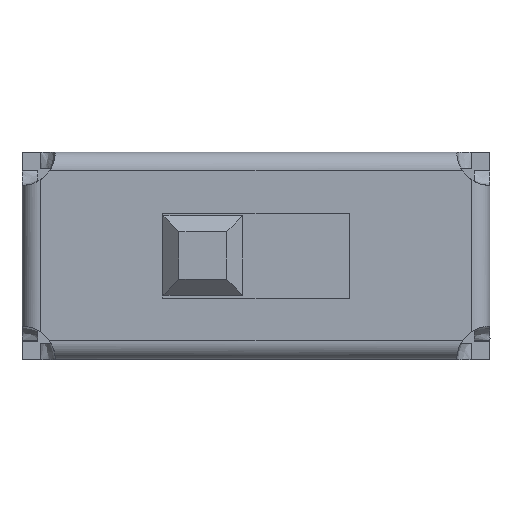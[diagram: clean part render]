
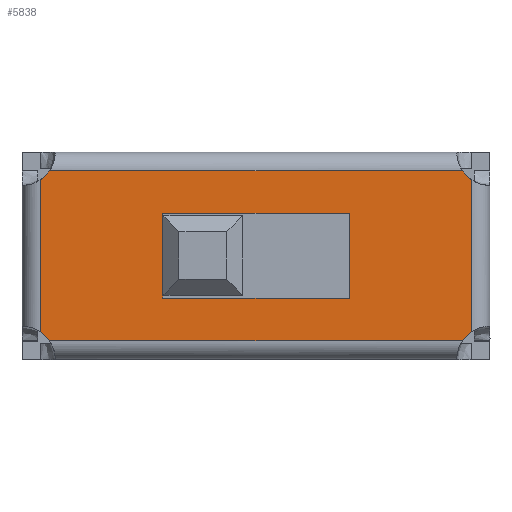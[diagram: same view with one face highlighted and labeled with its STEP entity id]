
A CAD part, top view. The second image highlights one B-rep face of the part: STEP entity #5838.
In plain terms, the highlighted planar face has unit normal (0, 0, 1).
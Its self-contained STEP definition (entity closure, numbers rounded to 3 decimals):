
#1016=DIRECTION('',(0.,-1.,0.));
#1017=VECTOR('',#1016,2.851);
#1018=CARTESIAN_POINT('',(4.06,1.426,3.5));
#1019=LINE('',#1018,#1017);
#1031=CARTESIAN_POINT('',(4.4,-1.95,3.5));
#1032=DIRECTION('',(0.,0.,1.));
#1033=DIRECTION('',(-0.544,0.839,0.));
#1034=AXIS2_PLACEMENT_3D('',#1031,#1032,#1033);
#1036=CARTESIAN_POINT('',(-4.4,-1.95,3.5));
#1037=DIRECTION('',(0.,0.,-1.));
#1038=DIRECTION('',(0.544,0.839,0.));
#1039=AXIS2_PLACEMENT_3D('',#1036,#1037,#1038);
#1041=CARTESIAN_POINT('',(-4.4,1.95,3.5));
#1042=DIRECTION('',(0.,0.,1.));
#1043=DIRECTION('',(0.544,-0.839,0.));
#1044=AXIS2_PLACEMENT_3D('',#1041,#1042,#1043);
#1046=DIRECTION('',(1.,0.,0.));
#1047=VECTOR('',#1046,7.764);
#1048=CARTESIAN_POINT('',(-3.882,1.6,3.5));
#1049=LINE('',#1048,#1047);
#1050=CARTESIAN_POINT('',(4.4,1.95,3.5));
#1051=DIRECTION('',(0.,0.,-1.));
#1052=DIRECTION('',(-0.544,-0.839,0.));
#1053=AXIS2_PLACEMENT_3D('',#1050,#1051,#1052);
#1055=DIRECTION('',(0.,-1.,0.));
#1056=VECTOR('',#1055,0.05);
#1057=CARTESIAN_POINT('',(-1.75,-0.75,3.5));
#1058=LINE('',#1057,#1056);
#1059=DIRECTION('',(1.,0.,0.));
#1060=VECTOR('',#1059,3.5);
#1061=CARTESIAN_POINT('',(-1.75,-0.8,3.5));
#1062=LINE('',#1061,#1060);
#1063=DIRECTION('',(0.,1.,0.));
#1064=VECTOR('',#1063,1.6);
#1065=CARTESIAN_POINT('',(1.75,-0.8,3.5));
#1066=LINE('',#1065,#1064);
#1067=DIRECTION('',(-1.,0.,0.));
#1068=VECTOR('',#1067,3.5);
#1069=CARTESIAN_POINT('',(1.75,0.8,3.5));
#1070=LINE('',#1069,#1068);
#1071=DIRECTION('',(0.,-1.,0.));
#1072=VECTOR('',#1071,0.05);
#1073=CARTESIAN_POINT('',(-1.75,0.8,3.5));
#1074=LINE('',#1073,#1072);
#1075=DIRECTION('',(0.,-1.,0.));
#1076=VECTOR('',#1075,1.5);
#1077=CARTESIAN_POINT('',(-1.75,0.75,3.5));
#1078=LINE('',#1077,#1076);
#1105=DIRECTION('',(1.,0.,0.));
#1106=VECTOR('',#1105,7.764);
#1107=CARTESIAN_POINT('',(-3.882,-1.6,3.5));
#1108=LINE('',#1107,#1106);
#1897=DIRECTION('',(0.,-1.,0.));
#1898=VECTOR('',#1897,2.851);
#1899=CARTESIAN_POINT('',(-4.06,1.426,3.5));
#1900=LINE('',#1899,#1898);
#3789=CARTESIAN_POINT('',(1.75,0.8,3.5));
#3790=CARTESIAN_POINT('',(-1.75,0.8,3.5));
#3791=VERTEX_POINT('',#3789);
#3792=VERTEX_POINT('',#3790);
#3793=CARTESIAN_POINT('',(-1.75,-0.8,3.5));
#3794=CARTESIAN_POINT('',(1.75,-0.8,3.5));
#3795=VERTEX_POINT('',#3793);
#3796=VERTEX_POINT('',#3794);
#3817=CARTESIAN_POINT('',(-4.06,1.426,3.5));
#3818=CARTESIAN_POINT('',(-3.882,1.6,3.5));
#3819=VERTEX_POINT('',#3817);
#3820=VERTEX_POINT('',#3818);
#3840=CARTESIAN_POINT('',(-4.06,-1.426,3.5));
#3841=CARTESIAN_POINT('',(-3.882,-1.6,3.5));
#3842=VERTEX_POINT('',#3840);
#3843=VERTEX_POINT('',#3841);
#3863=CARTESIAN_POINT('',(4.06,1.426,3.5));
#3864=CARTESIAN_POINT('',(3.882,1.6,3.5));
#3865=VERTEX_POINT('',#3863);
#3866=VERTEX_POINT('',#3864);
#3886=CARTESIAN_POINT('',(4.06,-1.426,3.5));
#3887=CARTESIAN_POINT('',(3.882,-1.6,3.5));
#3888=VERTEX_POINT('',#3886);
#3889=VERTEX_POINT('',#3887);
#3973=CARTESIAN_POINT('',(-1.75,0.75,3.5));
#3974=CARTESIAN_POINT('',(-1.75,-0.75,3.5));
#3975=VERTEX_POINT('',#3973);
#3976=VERTEX_POINT('',#3974);
#5804=CARTESIAN_POINT('',(-4.05,1.6,3.5));
#5805=DIRECTION('',(0.,0.,1.));
#5806=DIRECTION('',(0.,-1.,0.));
#5807=AXIS2_PLACEMENT_3D('',#5804,#5805,#5806);
#5808=PLANE('',#5807);
#5809=ORIENTED_EDGE('',*,*,#5607,.T.);
#5811=ORIENTED_EDGE('',*,*,#5810,.F.);
#5813=ORIENTED_EDGE('',*,*,#5812,.F.);
#5815=ORIENTED_EDGE('',*,*,#5814,.F.);
#5817=ORIENTED_EDGE('',*,*,#5816,.T.);
#5819=ORIENTED_EDGE('',*,*,#5818,.T.);
#5821=ORIENTED_EDGE('',*,*,#5820,.F.);
#5822=ORIENTED_EDGE('',*,*,#5788,.T.);
#5823=EDGE_LOOP('',(#5809,#5811,#5813,#5815,#5817,#5819,#5821,#5822));
#5824=FACE_OUTER_BOUND('',#5823,.F.);
#5826=ORIENTED_EDGE('',*,*,#5825,.T.);
#5828=ORIENTED_EDGE('',*,*,#5827,.T.);
#5830=ORIENTED_EDGE('',*,*,#5829,.T.);
#5832=ORIENTED_EDGE('',*,*,#5831,.T.);
#5834=ORIENTED_EDGE('',*,*,#5833,.T.);
#5835=ORIENTED_EDGE('',*,*,#5530,.T.);
#5836=EDGE_LOOP('',(#5826,#5828,#5830,#5832,#5834,#5835));
#5837=FACE_BOUND('',#5836,.F.);
#5838=ADVANCED_FACE('',(#5824,#5837),#5808,.T.);
#1035=CIRCLE('',#1034,0.625);
#1040=CIRCLE('',#1039,0.625);
#1045=CIRCLE('',#1044,0.625);
#1054=CIRCLE('',#1053,0.625);
#5530=EDGE_CURVE('',#3975,#3976,#1078,.T.);
#5607=EDGE_CURVE('',#3888,#3889,#1035,.T.);
#5788=EDGE_CURVE('',#3865,#3888,#1019,.T.);
#5810=EDGE_CURVE('',#3843,#3889,#1108,.T.);
#5812=EDGE_CURVE('',#3842,#3843,#1040,.T.);
#5814=EDGE_CURVE('',#3819,#3842,#1900,.T.);
#5816=EDGE_CURVE('',#3819,#3820,#1045,.T.);
#5818=EDGE_CURVE('',#3820,#3866,#1049,.T.);
#5820=EDGE_CURVE('',#3865,#3866,#1054,.T.);
#5825=EDGE_CURVE('',#3976,#3795,#1058,.T.);
#5827=EDGE_CURVE('',#3795,#3796,#1062,.T.);
#5829=EDGE_CURVE('',#3796,#3791,#1066,.T.);
#5831=EDGE_CURVE('',#3791,#3792,#1070,.T.);
#5833=EDGE_CURVE('',#3792,#3975,#1074,.T.);
